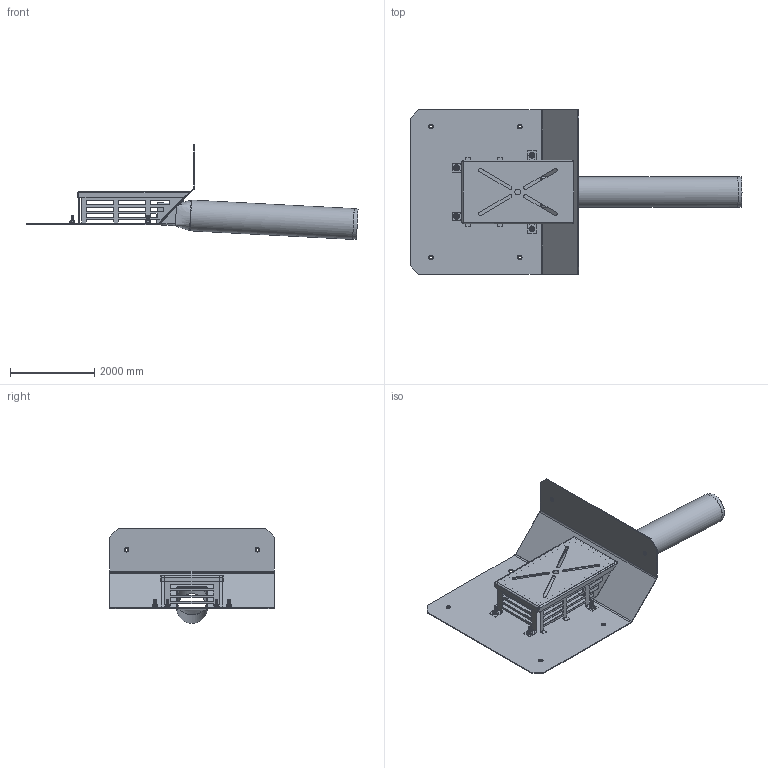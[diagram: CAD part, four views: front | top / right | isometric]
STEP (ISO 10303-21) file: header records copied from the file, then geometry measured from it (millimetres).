
FILE_DESCRIPTION(/* description */ (''),/* implementation_level */ '2;1');
FILE_NAME(/* name */ '01316.070X_3D.stp',/* time_stamp */ '2024-12-11T13:23:32+01:00',/* author */ ('CAD'),/* organization */ (''),/* preprocessor_version */ 'ST-DEVELOPER v20',/* originating_system */ 'AutoCAD Mechanical',/* authorisation */ '');
FILE_SCHEMA (('AUTOMOTIVE_DESIGN { 1 0 10303 214 3 1 1 }'));
Length unit declared in the file: centimetre
Products named in the file (1): Product
Bounding box: 7865.89 x 3900 x 2245.27 mm (x, y, z)
Volume: 661773295.5 mm3; surface area: 79599619.3 mm2
Topology: 8 solids, 8 shells, 449 faces, 1197 edges, 758 vertices
Faces by surface type: plane 251, cone 120, cylinder 67, bspline 7, torus 4
Full cylindrical faces by diameter (mm): 49.17 x4, 60 x4, 80 x4, 140 x1, 706 x1, 730 x1
Entity records: 16391 total; most frequent: CARTESIAN_POINT 5130, ORIENTED_EDGE 2378, DIRECTION 2211, EDGE_CURVE 1189, LINE 789, VECTOR 789, VERTEX_POINT 758, AXIS2_PLACEMENT_3D 711
